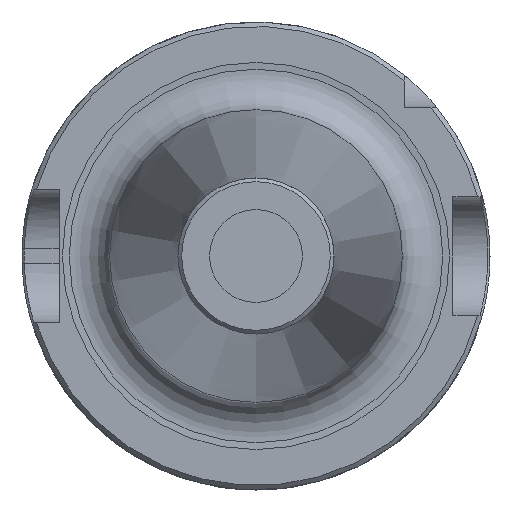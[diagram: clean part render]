
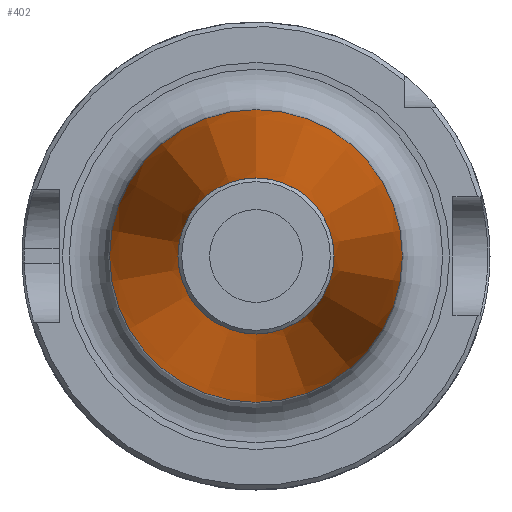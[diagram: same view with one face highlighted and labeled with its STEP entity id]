
A CAD part, left-side view. The second image highlights one B-rep face of the part: STEP entity #402.
In plain terms, the highlighted conical face has half-angle 3.784 degrees and reference radius 19.7 mm.
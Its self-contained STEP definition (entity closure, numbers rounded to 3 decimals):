
#86=CONICAL_SURFACE('',#1510,19.7,3.784);
#313=FACE_BOUND('',#591,.T.);
#314=FACE_BOUND('',#592,.T.);
#402=ADVANCED_FACE('',(#313,#314),#86,.T.);
#591=EDGE_LOOP('',(#975));
#592=EDGE_LOOP('',(#976));
#975=ORIENTED_EDGE('',*,*,#1312,.T.);
#976=ORIENTED_EDGE('',*,*,#1309,.F.);
#1117=VERTEX_POINT('',#2856);
#1120=VERTEX_POINT('',#2865);
#1309=EDGE_CURVE('',#1117,#1117,#1367,.T.);
#1312=EDGE_CURVE('',#1120,#1120,#1370,.T.);
#1367=CIRCLE('',#1503,19.7);
#1370=CIRCLE('',#1509,10.504);
#1503=AXIS2_PLACEMENT_3D('',#2855,#1822,#1823);
#1509=AXIS2_PLACEMENT_3D('',#2864,#1834,#1835);
#1510=AXIS2_PLACEMENT_3D('',#2866,#1836,#1837);
#1822=DIRECTION('',(1.,0.,0.));
#1823=DIRECTION('',(0.,0.,1.));
#1834=DIRECTION('',(1.,0.,0.));
#1835=DIRECTION('',(0.,0.,1.));
#1836=DIRECTION('',(1.,0.,0.));
#1837=DIRECTION('',(0.,0.,-1.));
#2855=CARTESIAN_POINT('',(144.1,0.,0.));
#2856=CARTESIAN_POINT('',(144.1,0.,19.7));
#2864=CARTESIAN_POINT('',(5.066,0.,0.));
#2865=CARTESIAN_POINT('',(5.066,0.,10.504));
#2866=CARTESIAN_POINT('',(144.1,0.,0.));
